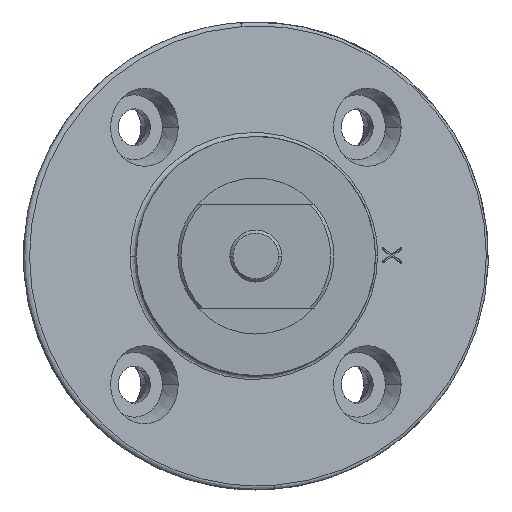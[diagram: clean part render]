
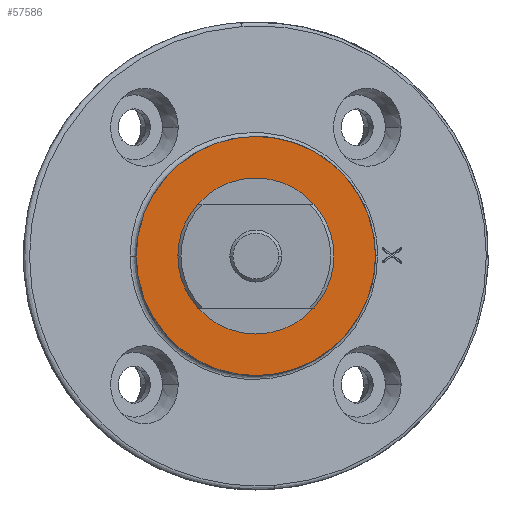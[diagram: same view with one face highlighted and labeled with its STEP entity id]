
A CAD part, front view. The second image highlights one B-rep face of the part: STEP entity #57586.
In plain terms, the highlighted planar face has unit normal (0, -1, 0).
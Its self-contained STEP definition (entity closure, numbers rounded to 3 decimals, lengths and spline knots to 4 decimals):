
#9747 = CARTESIAN_POINT ( 'NONE',  ( 0., 0., 1.15 ) ) ;
#10633 = AXIS2_PLACEMENT_3D ( 'NONE', #23851, #27952, #43181 ) ;
#15326 = VERTEX_POINT ( 'NONE', #31581 ) ;
#15693 = CARTESIAN_POINT ( 'NONE',  ( 0., 0., 0. ) ) ;
#16755 = CIRCLE ( 'NONE', #52188, 1.15 ) ;
#21427 = VERTEX_POINT ( 'NONE', #9747 ) ;
#23851 = CARTESIAN_POINT ( 'NONE',  ( 1.15, 0., 0. ) ) ;
#26496 = CIRCLE ( 'NONE', #50808, 1.15 ) ;
#27952 = DIRECTION ( 'NONE',  ( 0., -1., 0. ) ) ;
#28015 = EDGE_CURVE ( 'NONE', #21427, #15326, #26496, .T. ) ;
#30955 = CARTESIAN_POINT ( 'NONE',  ( 0., 0., 0. ) ) ;
#31581 = CARTESIAN_POINT ( 'NONE',  ( 0., 0., -1.15 ) ) ;
#33935 = ORIENTED_EDGE ( 'NONE', *, *, #28015, .T. ) ;
#35032 = DIRECTION ( 'NONE',  ( 0., -1., 0. ) ) ;
#38734 = PLANE ( 'NONE',  #10633 ) ;
#40468 = DIRECTION ( 'NONE',  ( 0., 0., -1. ) ) ;
#43181 = DIRECTION ( 'NONE',  ( 0., 0., -1. ) ) ;
#47934 = FACE_OUTER_BOUND ( 'NONE', #49671, .T. ) ;
#49671 = EDGE_LOOP ( 'NONE', ( #55268, #33935 ) ) ;
#50808 = AXIS2_PLACEMENT_3D ( 'NONE', #15693, #35032, #59431 ) ;
#50936 = DIRECTION ( 'NONE',  ( 0., -1., 0. ) ) ;
#52188 = AXIS2_PLACEMENT_3D ( 'NONE', #30955, #50936, #40468 ) ;
#55268 = ORIENTED_EDGE ( 'NONE', *, *, #58601, .T. ) ;
#57586 = ADVANCED_FACE ( 'NONE', ( #47934 ), #38734, .T. ) ;
#58601 = EDGE_CURVE ( 'NONE', #15326, #21427, #16755, .T. ) ;
#59431 = DIRECTION ( 'NONE',  ( 0., 0., -1. ) ) ;
